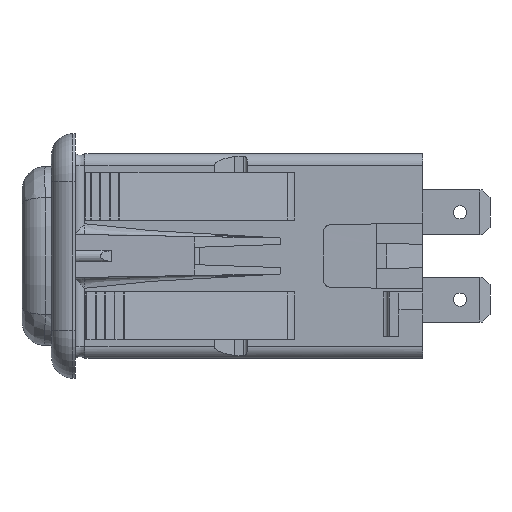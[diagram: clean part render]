
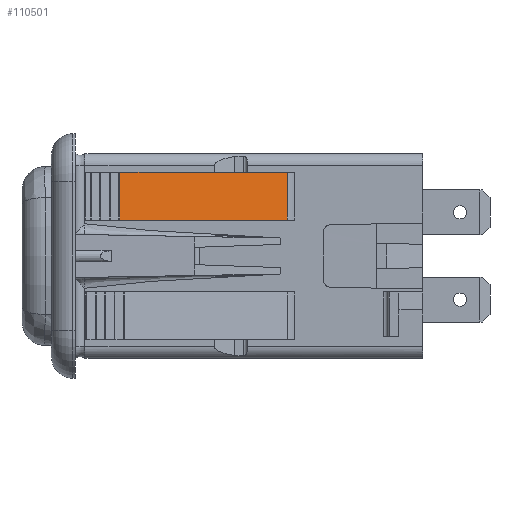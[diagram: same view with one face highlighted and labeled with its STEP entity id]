
A CAD part, left-side view. The second image highlights one B-rep face of the part: STEP entity #110501.
In plain terms, the highlighted planar face has unit normal (-0.951, -0.309, 0).
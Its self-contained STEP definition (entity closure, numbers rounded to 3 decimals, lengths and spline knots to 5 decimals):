
#39078=DIRECTION('',(-0.309,0.951,0.));
#39079=VECTOR('',#39078,0.73483);
#39080=CARTESIAN_POINT('',(-0.78741,0.56508,0.15));
#39081=LINE('',#39080,#39079);
#39146=DIRECTION('',(-0.309,0.951,0.));
#39147=VECTOR('',#39146,0.73483);
#39148=CARTESIAN_POINT('',(-0.78741,0.56508,0.35));
#39149=LINE('',#39148,#39147);
#39221=DIRECTION('',(0.,0.,1.));
#39222=VECTOR('',#39221,0.2);
#39223=CARTESIAN_POINT('',(-0.78741,0.56508,0.15));
#39224=LINE('',#39223,#39222);
#39234=DIRECTION('',(0.,0.,1.));
#39235=VECTOR('',#39234,0.2);
#39236=CARTESIAN_POINT('',(-1.01472,1.26387,0.15));
#39237=LINE('',#39236,#39235);
#51882=CARTESIAN_POINT('',(-1.01472,1.26387,0.15));
#51883=CARTESIAN_POINT('',(-1.01472,1.26387,0.35));
#51884=VERTEX_POINT('',#51882);
#51885=VERTEX_POINT('',#51883);
#51890=CARTESIAN_POINT('',(-0.78741,0.56508,0.15));
#51891=CARTESIAN_POINT('',(-0.78741,0.56508,0.35));
#51892=VERTEX_POINT('',#51890);
#51893=VERTEX_POINT('',#51891);
#110489=CARTESIAN_POINT('',(-0.7825,0.55,0.15));
#110490=DIRECTION('',(0.951,0.309,0.));
#110491=DIRECTION('',(-0.309,0.951,0.));
#110492=AXIS2_PLACEMENT_3D('',#110489,#110490,#110491);
#110493=PLANE('',#110492);
#110494=ORIENTED_EDGE('',*,*,#110483,.F.);
#110495=ORIENTED_EDGE('',*,*,#110337,.T.);
#110497=ORIENTED_EDGE('',*,*,#110496,.T.);
#110498=ORIENTED_EDGE('',*,*,#110401,.F.);
#110499=EDGE_LOOP('',(#110494,#110495,#110497,#110498));
#110500=FACE_OUTER_BOUND('',#110499,.F.);
#110337=EDGE_CURVE('',#51892,#51884,#39081,.T.);
#110401=EDGE_CURVE('',#51893,#51885,#39149,.T.);
#110483=EDGE_CURVE('',#51892,#51893,#39224,.T.);
#110496=EDGE_CURVE('',#51884,#51885,#39237,.T.);
#110501=ADVANCED_FACE('',(#110500),#110493,.F.);
